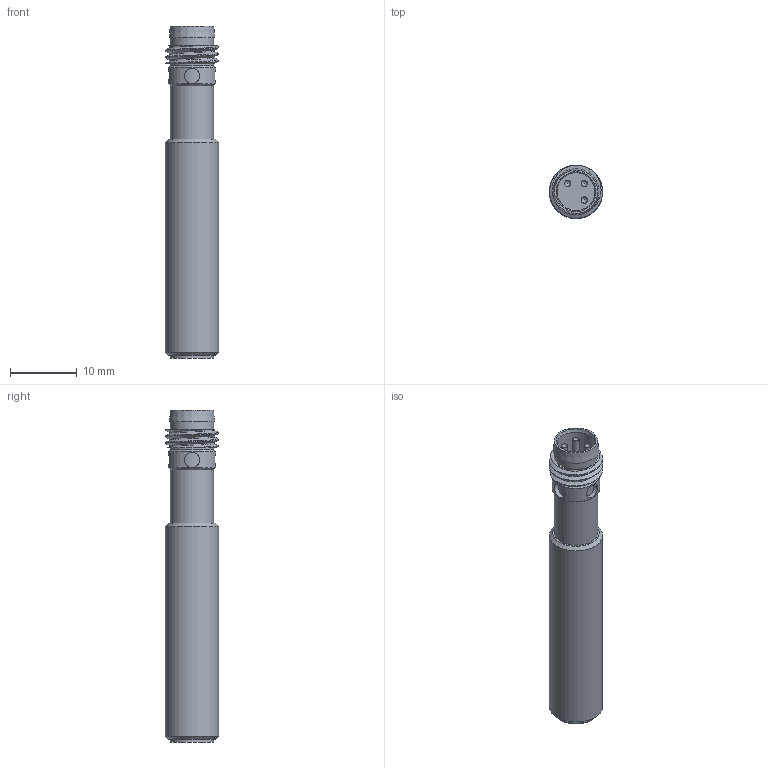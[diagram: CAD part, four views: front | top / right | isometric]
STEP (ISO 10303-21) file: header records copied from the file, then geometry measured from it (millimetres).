
FILE_DESCRIPTION (( 'STEP AP214' ), '1' );
FILE_NAME ('DSD-0263-1.STEP', '2020-09-22T20:48:03', ( '' ), ( '' ), 'SwSTEP 2.0', 'SolidWorks 2019', '' );
FILE_SCHEMA (( 'AUTOMOTIVE_DESIGN' ));
Length unit declared in the file: inch
Products named in the file (1): DSD-0263-1
Bounding box: 8 x 8 x 49.9 mm (x, y, z)
Volume: 2122.7 mm3; surface area: 1491.9 mm2
Topology: 1 solids, 1 shells, 44 faces, 94 edges, 63 vertices
Faces by surface type: cylinder 22, plane 10, cone 6, bspline 3, torus 3
Full cylindrical faces by diameter (mm): 0.95 x3, 2.3 x4, 5.7 x1, 6.5 x4, 7.2 x1, 8 x3
Entity records: 3320 total; most frequent: CARTESIAN_POINT 2573, DIRECTION 123, ORIENTED_EDGE 112, EDGE_LOOP 79, AXIS2_PLACEMENT_3D 61, FACE_OUTER_BOUND 58, EDGE_CURVE 56, VERTEX_POINT 49
